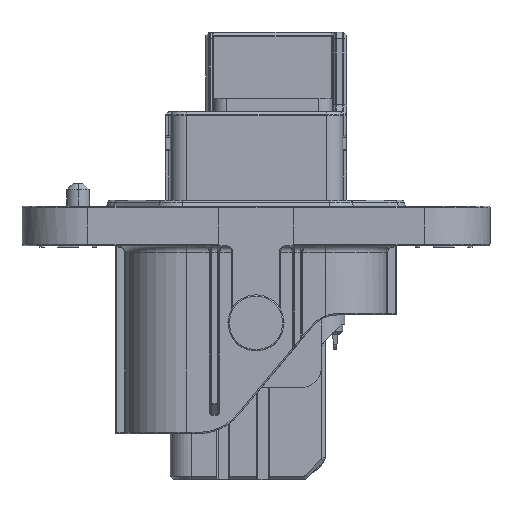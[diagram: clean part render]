
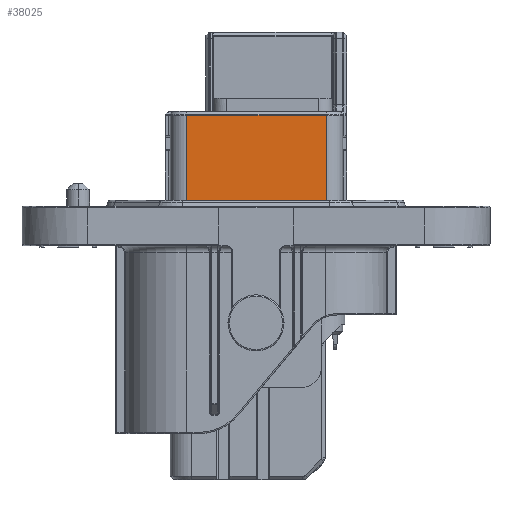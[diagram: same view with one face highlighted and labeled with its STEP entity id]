
A CAD part, left-side view. The second image highlights one B-rep face of the part: STEP entity #38025.
In plain terms, the highlighted planar face has unit normal (-1, 0, 0).
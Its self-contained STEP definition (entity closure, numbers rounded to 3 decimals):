
#7683 = DIRECTION ( 'NONE',  ( 0., 1., 0. ) ) ;
#7791 = ORIENTED_EDGE ( 'NONE', *, *, #119480, .T. ) ;
#10725 = CARTESIAN_POINT ( 'NONE',  ( -39.501, 5.369, 92.363 ) ) ;
#22678 = ORIENTED_EDGE ( 'NONE', *, *, #40454, .T. ) ;
#32589 = LINE ( 'NONE', #50916, #92513 ) ;
#38025 = ADVANCED_FACE ( 'NONE', ( #80029 ), #116749, .F. ) ;
#38374 = LINE ( 'NONE', #69818, #102676 ) ;
#40454 = EDGE_CURVE ( 'NONE', #40669, #113138, #32589, .T. ) ;
#40669 = VERTEX_POINT ( 'NONE', #41275 ) ;
#41275 = CARTESIAN_POINT ( 'NONE',  ( -39.501, -15.781, 92.363 ) ) ;
#45148 = VERTEX_POINT ( 'NONE', #141301 ) ;
#47792 = VERTEX_POINT ( 'NONE', #138135 ) ;
#50916 = CARTESIAN_POINT ( 'NONE',  ( -39.501, 5.369, 92.363 ) ) ;
#53407 = LINE ( 'NONE', #93765, #72653 ) ;
#68379 = EDGE_CURVE ( 'NONE', #113138, #47792, #53407, .T. ) ;
#69818 = CARTESIAN_POINT ( 'NONE',  ( -39.501, 8.619, 78.546 ) ) ;
#72653 = VECTOR ( 'NONE', #135841, 1000. ) ;
#73150 = EDGE_CURVE ( 'NONE', #45148, #40669, #145384, .T. ) ;
#80029 = FACE_OUTER_BOUND ( 'NONE', #143915, .T. ) ;
#92513 = VECTOR ( 'NONE', #7683, 1000. ) ;
#93765 = CARTESIAN_POINT ( 'NONE',  ( -39.501, 5.369, 92.946 ) ) ;
#102676 = VECTOR ( 'NONE', #112960, 1000. ) ;
#104133 = DIRECTION ( 'NONE',  ( 0., 1., 0. ) ) ;
#112960 = DIRECTION ( 'NONE',  ( 0., -1., 0. ) ) ;
#113138 = VERTEX_POINT ( 'NONE', #10725 ) ;
#116749 = PLANE ( 'NONE',  #159265 ) ;
#119480 = EDGE_CURVE ( 'NONE', #47792, #45148, #38374, .T. ) ;
#126050 = VECTOR ( 'NONE', #170275, 1000. ) ;
#135841 = DIRECTION ( 'NONE',  ( 0., 0., -1. ) ) ;
#138135 = CARTESIAN_POINT ( 'NONE',  ( -39.501, 5.369, 78.546 ) ) ;
#141301 = CARTESIAN_POINT ( 'NONE',  ( -39.501, -15.781, 78.546 ) ) ;
#143915 = EDGE_LOOP ( 'NONE', ( #163551, #7791, #168110, #22678 ) ) ;
#145384 = LINE ( 'NONE', #156519, #126050 ) ;
#156519 = CARTESIAN_POINT ( 'NONE',  ( -39.501, -15.781, 92.946 ) ) ;
#159265 = AXIS2_PLACEMENT_3D ( 'NONE', #173164, #159952, #104133 ) ;
#159952 = DIRECTION ( 'NONE',  ( 1., 0., 0. ) ) ;
#163551 = ORIENTED_EDGE ( 'NONE', *, *, #68379, .T. ) ;
#168110 = ORIENTED_EDGE ( 'NONE', *, *, #73150, .T. ) ;
#170275 = DIRECTION ( 'NONE',  ( 0., 0., 1. ) ) ;
#173164 = CARTESIAN_POINT ( 'NONE',  ( -39.501, 8.619, 92.946 ) ) ;
